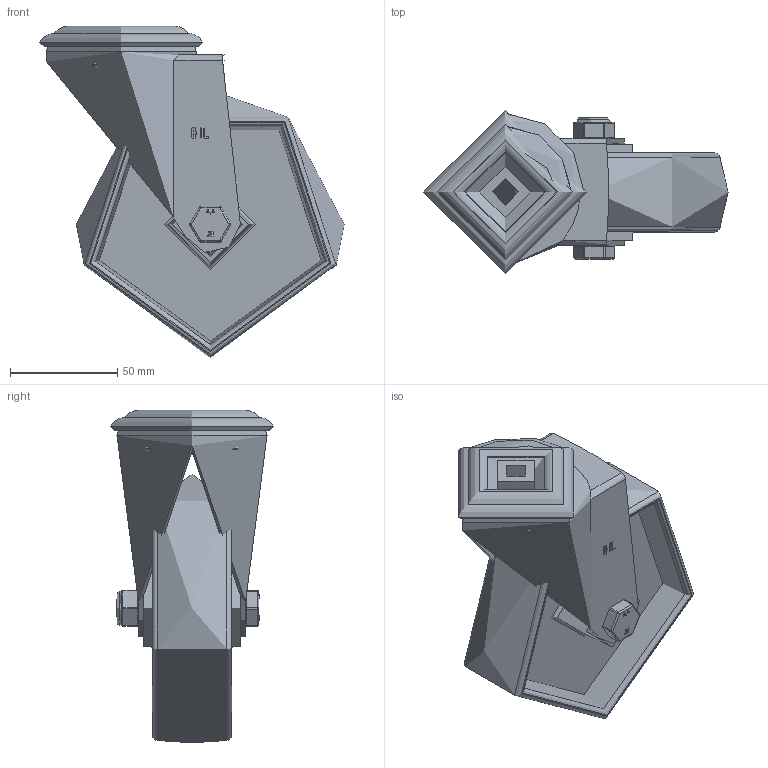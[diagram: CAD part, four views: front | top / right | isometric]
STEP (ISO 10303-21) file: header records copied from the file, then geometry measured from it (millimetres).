
FILE_DESCRIPTION(/* description */ ('','CAx-IF Rec.Pracs.---Representation and Presentation of Product Manufacturing Information (PMI)---4.0---2014-10-13'),/* implementation_level */ '2;1');
FILE_NAME(/* name */ 'BZMM125PLBBH12.step',/* time_stamp */ '2025-01-03T09:21:34Z',/* author */ (''),/* organization */ (''),/* preprocessor_version */ 'ST-DEVELOPER v20',/* originating_system */ 'Autodesk Translation Framework v13.20.0.188',/* authorisation */ '');
FILE_SCHEMA (('AP242_MANAGED_MODEL_BASED_3D_ENGINEERING_MIM_LF { 1 0 10303 442 1 1 4 }'));
Length unit declared in the file: millimetre
Products named in the file (19): BZMM125PLBBH12; BZMM125ASBH12 v1; ZINC PLATED, PRESSED STEEL HEAD; ZINC PLATED, PRESSED STEEL FORKS; BZMH125WPLRB v2; BZMH125WPLRB; RBM15X23X45 v1; NYLON ROLLER BEARING; NYLON CAGE; RIBS; Component2; TUBEM15X45 v1; ZINC PLATED, STEEL TUBE; HEXBOLTM10X60Z8.8 v2; GRADE 8.8 ZINC PLATED BOLT; NYLOCM10Z v1; NYLOC NUT; RUBBER; NUT
Assembly tree (25 placements, depth 6):
  BZMM125PLBBH12
    BZMM125ASBH12 v1
      ZINC PLATED, PRESSED STEEL HEAD
      ZINC PLATED, PRESSED STEEL FORKS
    BZMH125WPLRB v2
      BZMH125WPLRB
      RBM15X23X45 v1
        NYLON ROLLER BEARING
          NYLON CAGE
          RIBS
            Component2  x8
    TUBEM15X45 v1
      ZINC PLATED, STEEL TUBE
    HEXBOLTM10X60Z8.8 v2
      GRADE 8.8 ZINC PLATED BOLT
    NYLOCM10Z v1
      NYLOC NUT
        RUBBER
        NUT
Bounding box: 142 x 76 x 154.91 mm (x, y, z)
Volume: 262458.6 mm3; surface area: 119471.6 mm2
Topology: 16 solids, 16 shells, 424 faces, 1016 edges, 638 vertices
Faces by surface type: plane 182, cylinder 132, bspline 53, torus 27, sphere 18, cone 12
Full cylindrical faces by diameter (mm): 4 x8, 8.141 x19, 9.85 x20, 10 x3, 10.2 x3, 12 x2, 12.2 x1, 14.95 x1, 15.5 x2, 16 x1, 21.313 x1, 23 x2, 24 x3, 30.5 x1, 38 x1, 49.5 x1, 65 x1, 70 x1, 72 x1
Entity records: 18713 total; most frequent: CARTESIAN_POINT 8884, ORIENTED_EDGE 1990, DIRECTION 1887, EDGE_CURVE 995, AXIS2_PLACEMENT_3D 701, VERTEX_POINT 624, LINE 485, VECTOR 485
